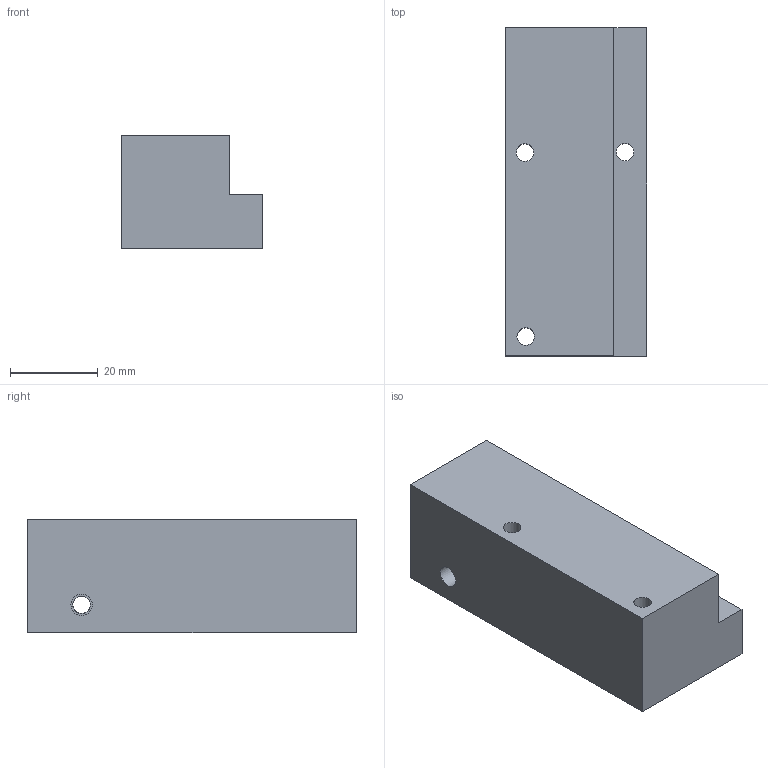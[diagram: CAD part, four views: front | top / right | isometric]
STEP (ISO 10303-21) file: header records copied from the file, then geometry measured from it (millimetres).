
FILE_DESCRIPTION(/* description */ ('STEP AP242','CAx-IF Rec.Pracs.---Representation and Presentation of Product Manufacturing Information (PMI)---4.0---2014-10-13','CAx-IF Rec.Pracs.---3D Tessellated Geometry---0.4---2014-09-14','2;1'),/* implementation_level */ '2;1');
FILE_NAME(/* name */ '6860128e4ee33f69875ce2fe',/* time_stamp */ '2025-06-28T16:04:31Z',/* author */ (''),/* organization */ (''),/* preprocessor_version */ 'ST-DEVELOPER v20',/* originating_system */ 'ONSHAPE BY PTC INC, 1.200',/* authorisation */ ' ');
FILE_SCHEMA (('AP242_MANAGED_MODEL_BASED_3D_ENGINEERING_MIM_LF { 1 0 10303 442 1 1 4 }'));
Length unit declared in the file: metre
Products named in the file (3): Part 3; Part 1; Part 2
Bounding box: 32.25 x 74.87 x 26 mm (x, y, z)
Volume: 40008.9 mm3; surface area: 14204.6 mm2
Topology: 3 solids, 3 shells, 100 faces, 290 edges, 194 vertices
Faces by surface type: plane 80, cylinder 17, cone 3
Full cylindrical faces by diameter (mm): 2 x4, 4 x6, 4.9 x1, 4.903 x1, 6.356 x1, 7.005 x1, 7.039 x1
Entity records: 3171 total; most frequent: CARTESIAN_POINT 567, ORIENTED_EDGE 506, DIRECTION 495, EDGE_CURVE 253, LINE 209, VECTOR 209, VERTEX_POINT 179, FACE_BOUND 144
